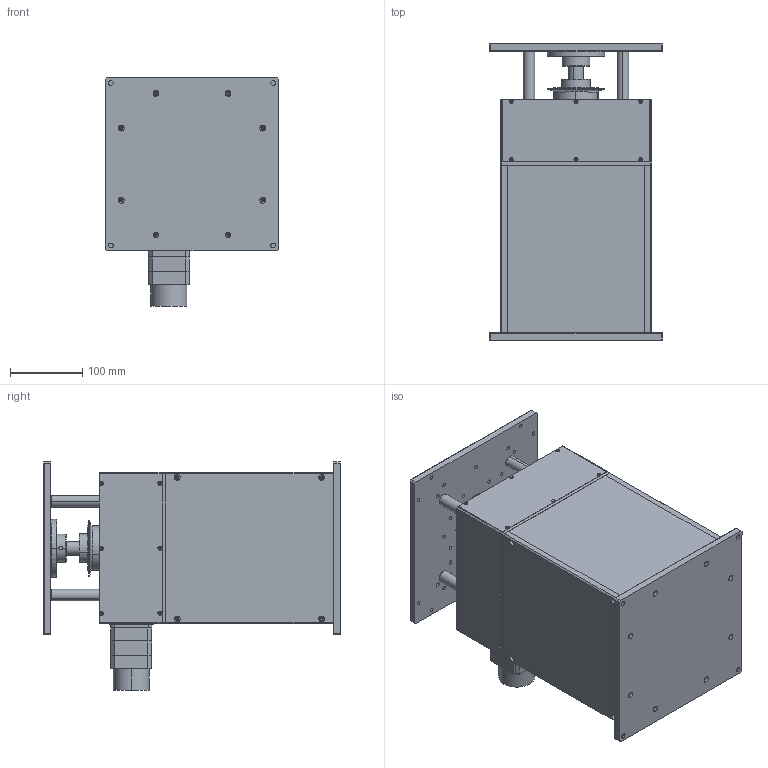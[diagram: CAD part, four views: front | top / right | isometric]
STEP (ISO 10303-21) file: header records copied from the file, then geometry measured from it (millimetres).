
FILE_DESCRIPTION (( 'STEP AP203' ), '1' );
FILE_NAME ('PSAV200-240ZF.STEP', '2022-07-08T13:47:27', ( '' ), ( '' ), 'SwSTEP 2.0', 'SolidWorks 2017', '' );
FILE_SCHEMA (( 'CONFIG_CONTROL_DESIGN' ));
Length unit declared in the file: millimetre
Products named in the file (27): PSAV100-240ZF-10癹弇揖輸; PSAV100-240ZF-14裔啣4; MULI2-2-200; PSAV100-240ZF-12裔啣2; LMF16L; 57M(1.8S)祭輛萇儂-湍惕掅; BP-MULI2; PSAV200-240ZF-3耜啣; PSAV200-240ZF; PSAV100-240ZF-17羲壽覃淕啣; PSAV100-240ZF-8菁啣; MULI2-3; LK8-C30-6.3514; PSAV100-240ZF-6萇儂釱; KX-SS-5GL2 峚雄羲壽; PSAV200-240ZF-4嫖粣; PSAV100-240ZF-11裔啣1; PSAV100-240ZF-13裔啣3; PSAV100-240ZF-16萇儂菜啣; NDBG-9Z-9郋脣釱_嘐隅芛; PSAV200-240ZF-2耜啣; PSAV100-240ZF-2價啣; hexagon socket head cap screws gb_GB_FASTENER_SCREWS_HSHCS M5X12-N; PSAV100-240ZF-4怢醱; PSAV100-240ZF-5狟傍啣; MULI2-1-200; PSAV200-240ZF-1耜啣
Assembly tree (43 placements, depth 2):
  PSAV200-240ZF
    PSAV100-240ZF-2價啣
    LMF16L  x4
    MULI2-1-200
    MULI2-2-200
    MULI2-3
    BP-MULI2
    PSAV100-240ZF-4怢醱
    PSAV100-240ZF-6萇儂釱
    PSAV100-240ZF-12裔啣2
    PSAV100-240ZF-13裔啣3
    PSAV100-240ZF-14裔啣4
    PSAV100-240ZF-16萇儂菜啣
    PSAV100-240ZF-11裔啣1  x2
    PSAV100-240ZF-5狟傍啣
    KX-SS-5GL2 峚雄羲壽  x2
    LK8-C30-6.3514
    NDBG-9Z-9郋脣釱_嘐隅芛
    PSAV100-240ZF-10癹弇揖輸
    PSAV100-240ZF-17羲壽覃淕啣  x2
    PSAV200-240ZF-1耜啣  x2
    PSAV200-240ZF-2耜啣
    PSAV200-240ZF-3耜啣
    PSAV200-240ZF-4嫖粣  x4
    hexagon socket head cap screws gb_GB_FASTENER_SCREWS_HSHCS M5X12-N  x8
    PSAV100-240ZF-8菁啣
    57M(1.8S)祭輛萇儂-湍惕掅
Bounding box: 240 x 411 x 317 mm (x, y, z)
Volume: 5700965.1 mm3; surface area: 1410576.8 mm2
Topology: 43 solids, 43 shells, 2154 faces, 5265 edges, 3210 vertices
Faces by surface type: cylinder 929, plane 747, cone 373, bspline 72, torus 21, sphere 12
Entity records: 51926 total; most frequent: CARTESIAN_POINT 9318, DIRECTION 8615, ORIENTED_EDGE 7712, EDGE_CURVE 3856, AXIS2_PLACEMENT_3D 3204, VERTEX_POINT 2447, VECTOR 2207, LINE 2207
